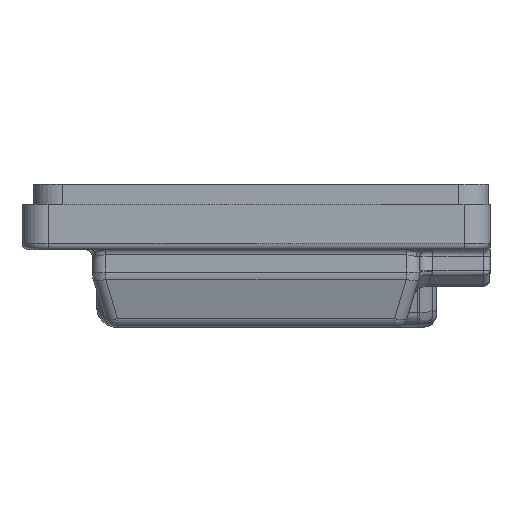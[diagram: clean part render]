
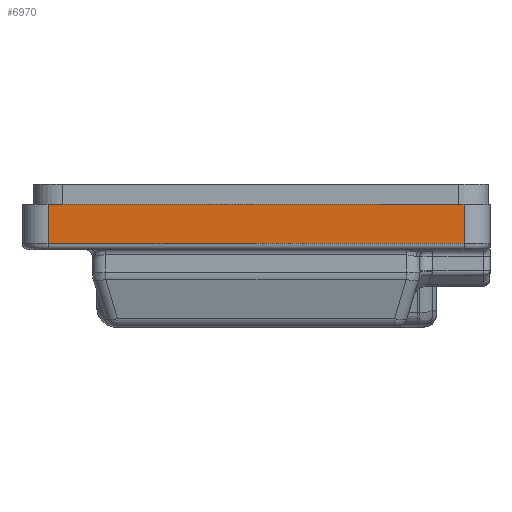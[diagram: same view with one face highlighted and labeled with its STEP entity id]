
A CAD part, left-side view. The second image highlights one B-rep face of the part: STEP entity #6970.
In plain terms, the highlighted face is planar.
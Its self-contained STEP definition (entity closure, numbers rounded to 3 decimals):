
#371=PLANE('',#7846);
#768=FACE_OUTER_BOUND('',#1207,.T.);
#1207=EDGE_LOOP('',(#6142,#6143,#6144,#6145));
#1816=LINE('',#12309,#2437);
#1820=LINE('',#12335,#2441);
#1822=LINE('',#12341,#2443);
#1823=LINE('',#12342,#2444);
#2437=VECTOR('',#9752,10.);
#2441=VECTOR('',#9788,10.);
#2443=VECTOR('',#9794,10.);
#2444=VECTOR('',#9795,10.);
#3392=VERTEX_POINT('',#12304);
#3393=VERTEX_POINT('',#12308);
#3399=VERTEX_POINT('',#12334);
#3401=VERTEX_POINT('',#12340);
#4319=EDGE_CURVE('',#3392,#3393,#1816,.T.);
#4332=EDGE_CURVE('',#3393,#3399,#1820,.T.);
#4335=EDGE_CURVE('',#3401,#3392,#1822,.T.);
#4336=EDGE_CURVE('',#3399,#3401,#1823,.T.);
#6142=ORIENTED_EDGE('',*,*,#4319,.F.);
#6143=ORIENTED_EDGE('',*,*,#4335,.F.);
#6144=ORIENTED_EDGE('',*,*,#4336,.F.);
#6145=ORIENTED_EDGE('',*,*,#4332,.F.);
#6970=ADVANCED_FACE('',(#768),#371,.T.);
#7846=AXIS2_PLACEMENT_3D('',#12339,#9792,#9793);
#9752=DIRECTION('',(0.,1.,0.));
#9788=DIRECTION('',(0.,0.,-1.));
#9792=DIRECTION('center_axis',(1.,0.,0.));
#9793=DIRECTION('ref_axis',(0.,-1.,0.));
#9794=DIRECTION('',(0.,0.,1.));
#9795=DIRECTION('',(0.,-1.,0.));
#12304=CARTESIAN_POINT('',(12.5,-15.35,-4.65));
#12308=CARTESIAN_POINT('',(12.5,16.65,-4.65));
#12309=CARTESIAN_POINT('',(12.5,10.142,-4.65));
#12334=CARTESIAN_POINT('',(12.5,16.65,-7.65));
#12335=CARTESIAN_POINT('',(12.5,16.65,-6.15));
#12339=CARTESIAN_POINT('Origin',(12.5,18.65,-6.15));
#12340=CARTESIAN_POINT('',(12.5,-15.35,-7.65));
#12341=CARTESIAN_POINT('',(12.5,-15.35,-6.15));
#12342=CARTESIAN_POINT('',(12.5,16.65,-7.65));
